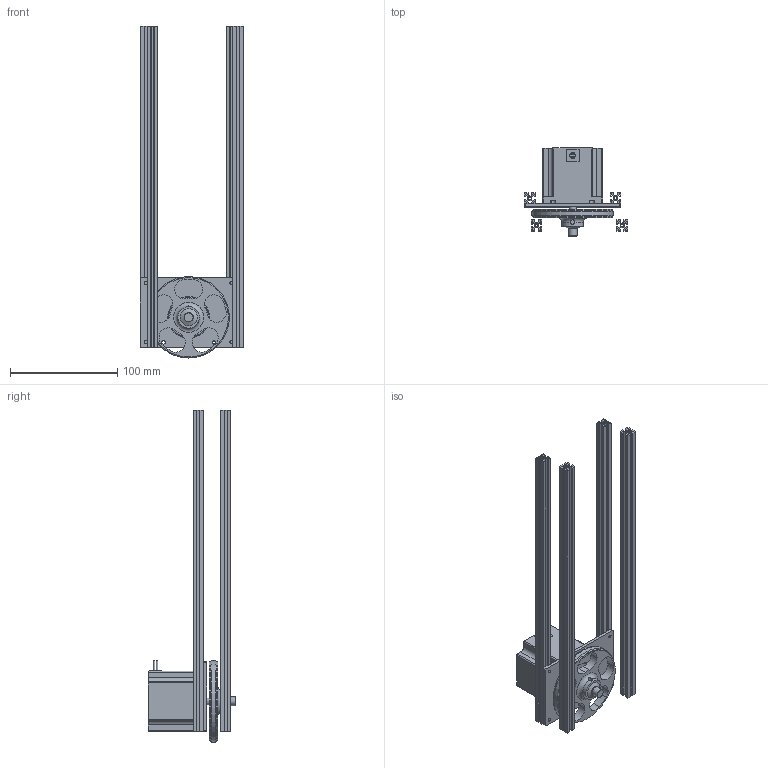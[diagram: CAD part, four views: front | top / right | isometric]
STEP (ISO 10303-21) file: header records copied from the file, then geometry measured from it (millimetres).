
FILE_DESCRIPTION(/* description */ ('STEP AP242','CAx-IF Rec.Pracs.---Representation and Presentation of Product Manufacturing Information (PMI)---4.0---2014-10-13','CAx-IF Rec.Pracs.---3D Tessellated Geometry---0.4---2014-09-14','2;1'),/* implementation_level */ '2;1');
FILE_NAME(/* name */ '6667f76d81e21142c6e4a09b',/* time_stamp */ '2024-06-11T07:06:22Z',/* author */ (''),/* organization */ (''),/* preprocessor_version */ 'ST-DEVELOPER v20',/* originating_system */ ' ',/* authorisation */ ' ');
FILE_SCHEMA (('AP242_MANAGED_MODEL_BASED_3D_ENGINEERING_MIM_LF { 1 0 10303 442 1 1 4 }'));
Length unit declared in the file: metre
Products named in the file (6): Assembly 2; support stepper; MB300; NEMA 23 23HS20-2004S; Assembly 2 <1>; ROUE 2
Assembly tree (8 placements, depth 3):
  Assembly 2
    support stepper
    MB300  x4
    NEMA 23 23HS20-2004S
    Assembly 2 <1>
      ROUE 2
Bounding box: 96.21 x 82.1 x 309.9 mm (x, y, z)
Volume: 237720.8 mm3; surface area: 152164.1 mm2
Topology: 7 solids, 7 shells, 303 faces, 832 edges, 552 vertices
Faces by surface type: plane 214, cylinder 81, torus 7, cone 1
Full cylindrical faces by diameter (mm): 1.5 x4, 3 x12, 4 x4, 4.1 x2, 5.5 x1, 6.35 x1, 8.1 x1, 10 x1, 20 x1, 38.1 x1, 39 x1, 74 x2, 76 x1
Entity records: 6531 total; most frequent: CARTESIAN_POINT 1038, DIRECTION 999, ORIENTED_EDGE 912, EDGE_CURVE 456, AXIS2_PLACEMENT_3D 357, VERTEX_POINT 323, LINE 285, VECTOR 285
